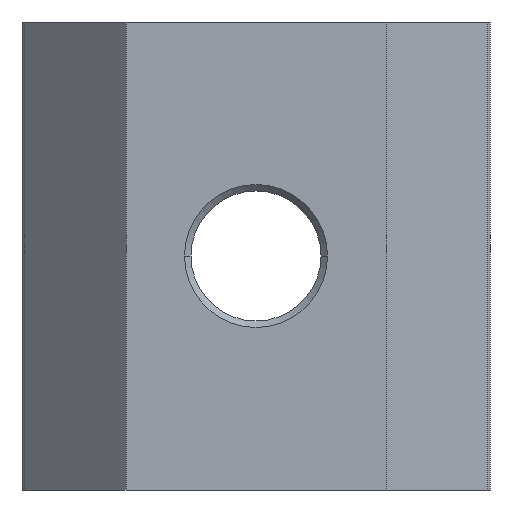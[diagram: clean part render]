
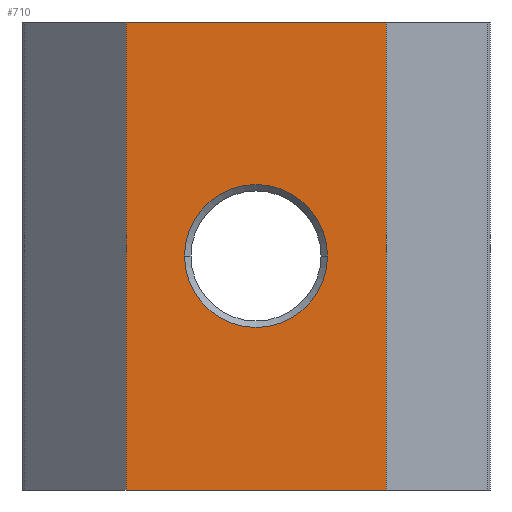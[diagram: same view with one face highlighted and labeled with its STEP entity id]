
A CAD part, front view. The second image highlights one B-rep face of the part: STEP entity #710.
In plain terms, the highlighted planar face has unit normal (0, -1, 0).
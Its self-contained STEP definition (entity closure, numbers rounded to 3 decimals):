
#17 = CARTESIAN_POINT ( 'NONE',  ( 2.75, -4.5, 0. ) ) ;
#71 = CARTESIAN_POINT ( 'NONE',  ( 0., -4.5, 0. ) ) ;
#77 = CARTESIAN_POINT ( 'NONE',  ( -5., -4.5, 9. ) ) ;
#83 = ORIENTED_EDGE ( 'NONE', *, *, #287, .F. ) ;
#86 = EDGE_CURVE ( 'NONE', #198, #380, #185, .T. ) ;
#100 = CIRCLE ( 'NONE', #415, 2.75 ) ;
#131 = EDGE_CURVE ( 'NONE', #380, #198, #100, .T. ) ;
#139 = EDGE_CURVE ( 'NONE', #835, #445, #379, .T. ) ;
#140 = DIRECTION ( 'NONE',  ( -1., 0., 0. ) ) ;
#154 = CARTESIAN_POINT ( 'NONE',  ( -5., -4.5, -9. ) ) ;
#172 = EDGE_CURVE ( 'NONE', #500, #444, #836, .T. ) ;
#185 = CIRCLE ( 'NONE', #391, 2.75 ) ;
#186 = ORIENTED_EDGE ( 'NONE', *, *, #131, .T. ) ;
#198 = VERTEX_POINT ( 'NONE', #17 ) ;
#211 = ORIENTED_EDGE ( 'NONE', *, *, #596, .T. ) ;
#258 = VECTOR ( 'NONE', #350, 1000. ) ;
#269 = DIRECTION ( 'NONE',  ( 0., 0., -1. ) ) ;
#287 = EDGE_CURVE ( 'NONE', #500, #835, #309, .T. ) ;
#302 = DIRECTION ( 'NONE',  ( 0., 1., 0. ) ) ;
#309 = LINE ( 'NONE', #554, #258 ) ;
#321 = EDGE_LOOP ( 'NONE', ( #715, #186 ) ) ;
#340 = EDGE_LOOP ( 'NONE', ( #211, #549, #83, #565 ) ) ;
#346 = FACE_OUTER_BOUND ( 'NONE', #340, .T. ) ;
#348 = VECTOR ( 'NONE', #408, 1000. ) ;
#350 = DIRECTION ( 'NONE',  ( 1., 0., 0. ) ) ;
#379 = LINE ( 'NONE', #643, #660 ) ;
#380 = VERTEX_POINT ( 'NONE', #457 ) ;
#382 = LINE ( 'NONE', #666, #495 ) ;
#391 = AXIS2_PLACEMENT_3D ( 'NONE', #544, #302, #477 ) ;
#397 = DIRECTION ( 'NONE',  ( 0., 1., 0. ) ) ;
#408 = DIRECTION ( 'NONE',  ( 0., 0., -1. ) ) ;
#415 = AXIS2_PLACEMENT_3D ( 'NONE', #71, #833, #659 ) ;
#444 = VERTEX_POINT ( 'NONE', #154 ) ;
#445 = VERTEX_POINT ( 'NONE', #698 ) ;
#457 = CARTESIAN_POINT ( 'NONE',  ( -2.75, -4.5, 0. ) ) ;
#463 = AXIS2_PLACEMENT_3D ( 'NONE', #771, #397, #140 ) ;
#470 = DIRECTION ( 'NONE',  ( 1., 0., 0. ) ) ;
#477 = DIRECTION ( 'NONE',  ( -1., 0., 0. ) ) ;
#495 = VECTOR ( 'NONE', #470, 1000. ) ;
#500 = VERTEX_POINT ( 'NONE', #77 ) ;
#515 = CARTESIAN_POINT ( 'NONE',  ( 5., -4.5, 9. ) ) ;
#544 = CARTESIAN_POINT ( 'NONE',  ( 0., -4.5, 0. ) ) ;
#549 = ORIENTED_EDGE ( 'NONE', *, *, #139, .F. ) ;
#554 = CARTESIAN_POINT ( 'NONE',  ( 5., -4.5, 9. ) ) ;
#565 = ORIENTED_EDGE ( 'NONE', *, *, #172, .T. ) ;
#596 = EDGE_CURVE ( 'NONE', #444, #445, #382, .T. ) ;
#643 = CARTESIAN_POINT ( 'NONE',  ( 5., -4.5, 9. ) ) ;
#659 = DIRECTION ( 'NONE',  ( -1., 0., 0. ) ) ;
#660 = VECTOR ( 'NONE', #269, 1000. ) ;
#666 = CARTESIAN_POINT ( 'NONE',  ( 5., -4.5, -9. ) ) ;
#669 = PLANE ( 'NONE',  #463 ) ;
#698 = CARTESIAN_POINT ( 'NONE',  ( 5., -4.5, -9. ) ) ;
#710 = ADVANCED_FACE ( 'NONE', ( #811, #346 ), #669, .F. ) ;
#715 = ORIENTED_EDGE ( 'NONE', *, *, #86, .T. ) ;
#771 = CARTESIAN_POINT ( 'NONE',  ( 5., -4.5, 9. ) ) ;
#801 = CARTESIAN_POINT ( 'NONE',  ( -5., -4.5, 9. ) ) ;
#811 = FACE_BOUND ( 'NONE', #321, .T. ) ;
#833 = DIRECTION ( 'NONE',  ( 0., 1., 0. ) ) ;
#835 = VERTEX_POINT ( 'NONE', #515 ) ;
#836 = LINE ( 'NONE', #801, #348 ) ;
